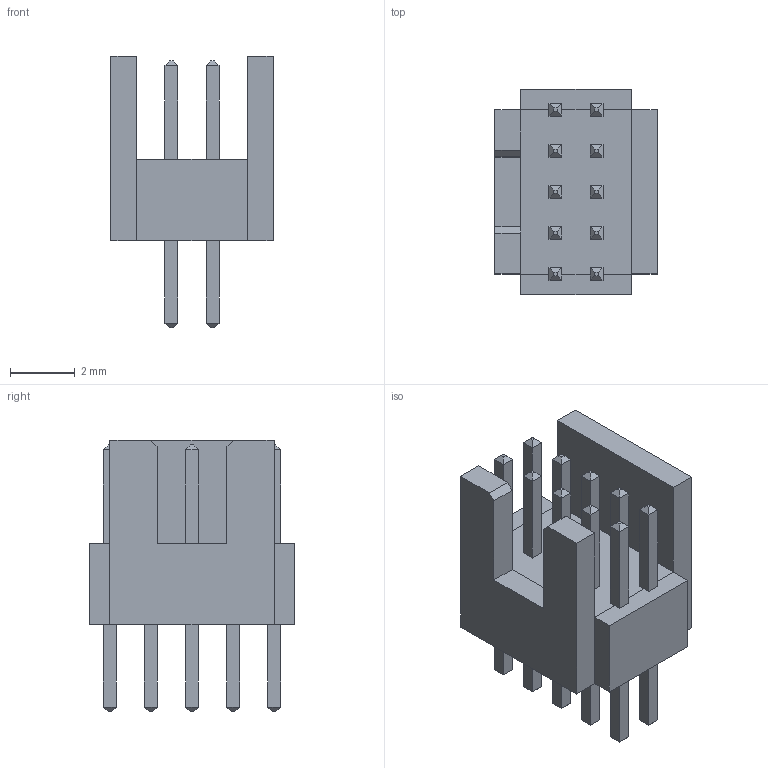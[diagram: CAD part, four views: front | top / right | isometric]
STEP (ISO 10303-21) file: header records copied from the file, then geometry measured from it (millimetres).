
FILE_DESCRIPTION(('FreeCAD Model'),'2;1');
FILE_NAME('Samtec_FTSH-105-01-L-D-K.step', '2017-06-08T17:53:49',('kicad StepUp'),('ksu MCAD'), 'Open CASCADE STEP processor 6.8','FreeCAD','Unknown');
FILE_SCHEMA(('AUTOMOTIVE_DESIGN_CC2 { 1 2 10303 214 -1 1 5 4 }'));
Length unit declared in the file: millimetre
Products named in the file (1): Samtec_FTSH-105-01-L-D-K
Bounding box: 5.02 x 6.35 x 8.41 mm (x, y, z)
Volume: 104.2 mm3; surface area: 271.4 mm2
Topology: 1 solids, 1 shells, 211 faces, 493 edges, 296 vertices
Faces by surface type: plane 211
Entity records: 7254 total; most frequent: CARTESIAN_POINT 1001, ORIENTED_EDGE 986, DIRECTION 917, EDGE_CURVE 493, LINE 493, VECTOR 493, VERTEX_POINT 296, FACE_BOUND 223
